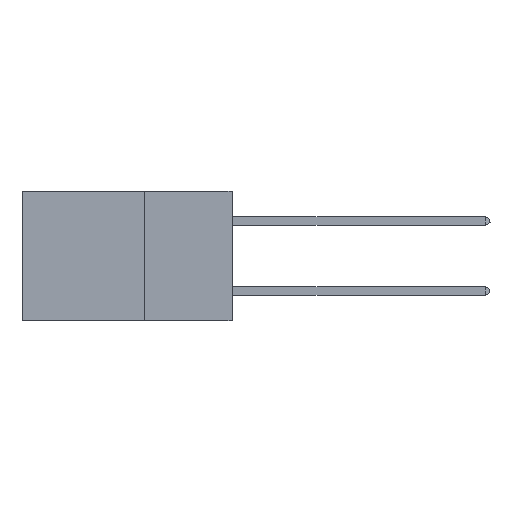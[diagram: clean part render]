
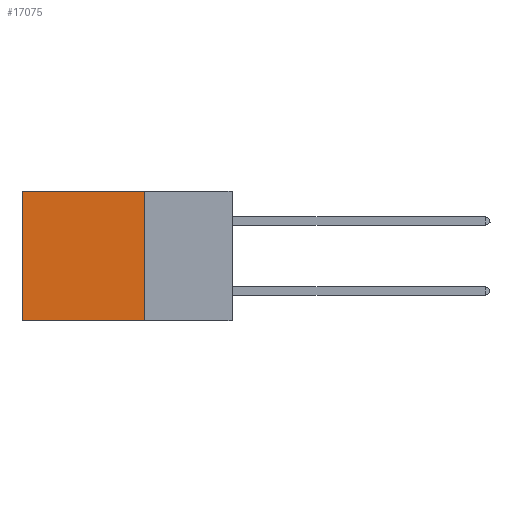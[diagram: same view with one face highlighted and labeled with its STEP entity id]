
A CAD part, left-side view. The second image highlights one B-rep face of the part: STEP entity #17075.
In plain terms, the highlighted planar face has unit normal (-1, 0, 0).
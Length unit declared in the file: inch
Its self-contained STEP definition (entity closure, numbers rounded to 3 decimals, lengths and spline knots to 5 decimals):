
#4150 = ORIENTED_EDGE ( 'NONE', *, *, #21179, .T. ) ;
#5001 = ORIENTED_EDGE ( 'NONE', *, *, #10993, .F. ) ;
#5832 = CARTESIAN_POINT ( 'NONE',  ( 0.2875, 0.25, -0.37 ) ) ;
#5907 = FACE_OUTER_BOUND ( 'NONE', #15233, .T. ) ;
#6070 = DIRECTION ( 'NONE',  ( 0., 1., 0. ) ) ;
#6203 = VERTEX_POINT ( 'NONE', #8754 ) ;
#6377 = VECTOR ( 'NONE', #6070, 39.37008 ) ;
#6534 = LINE ( 'NONE', #14050, #17728 ) ;
#6642 = CARTESIAN_POINT ( 'NONE',  ( 0.2875, 0.25, 0. ) ) ;
#6915 = VECTOR ( 'NONE', #17056, 39.37008 ) ;
#7369 = LINE ( 'NONE', #20972, #6915 ) ;
#8037 = AXIS2_PLACEMENT_3D ( 'NONE', #6642, #23491, #10099 ) ;
#8623 = ORIENTED_EDGE ( 'NONE', *, *, #21925, .T. ) ;
#8754 = CARTESIAN_POINT ( 'NONE',  ( 0.2875, 0.6, -0.37 ) ) ;
#9767 = DIRECTION ( 'NONE',  ( 0., 1., 0. ) ) ;
#10099 = DIRECTION ( 'NONE',  ( 0., 0., -1. ) ) ;
#10367 = CARTESIAN_POINT ( 'NONE',  ( 0.2875, 0.25, -0.37 ) ) ;
#10949 = VERTEX_POINT ( 'NONE', #17073 ) ;
#10993 = EDGE_CURVE ( 'NONE', #10949, #13490, #7369, .T. ) ;
#11411 = EDGE_CURVE ( 'NONE', #13490, #6203, #21409, .T. ) ;
#13490 = VERTEX_POINT ( 'NONE', #10367 ) ;
#14050 = CARTESIAN_POINT ( 'NONE',  ( 0.2875, 0.6, 0. ) ) ;
#15125 = CARTESIAN_POINT ( 'NONE',  ( 0.2875, 0.6, 0. ) ) ;
#15233 = EDGE_LOOP ( 'NONE', ( #4150, #19369, #5001, #8623 ) ) ;
#15426 = LINE ( 'NONE', #22902, #6377 ) ;
#17056 = DIRECTION ( 'NONE',  ( 0., 0., -1. ) ) ;
#17073 = CARTESIAN_POINT ( 'NONE',  ( 0.2875, 0.25, 0. ) ) ;
#17075 = ADVANCED_FACE ( 'NONE', ( #5907 ), #20887, .F. ) ;
#17728 = VECTOR ( 'NONE', #19668, 39.37008 ) ;
#19369 = ORIENTED_EDGE ( 'NONE', *, *, #11411, .F. ) ;
#19557 = VERTEX_POINT ( 'NONE', #15125 ) ;
#19668 = DIRECTION ( 'NONE',  ( 0., 0., -1. ) ) ;
#20887 = PLANE ( 'NONE',  #8037 ) ;
#20972 = CARTESIAN_POINT ( 'NONE',  ( 0.2875, 0.25, 0. ) ) ;
#21038 = VECTOR ( 'NONE', #9767, 39.37008 ) ;
#21179 = EDGE_CURVE ( 'NONE', #19557, #6203, #6534, .T. ) ;
#21409 = LINE ( 'NONE', #5832, #21038 ) ;
#21925 = EDGE_CURVE ( 'NONE', #10949, #19557, #15426, .T. ) ;
#22902 = CARTESIAN_POINT ( 'NONE',  ( 0.2875, 0.25, 0. ) ) ;
#23491 = DIRECTION ( 'NONE',  ( 1., 0., 0. ) ) ;
